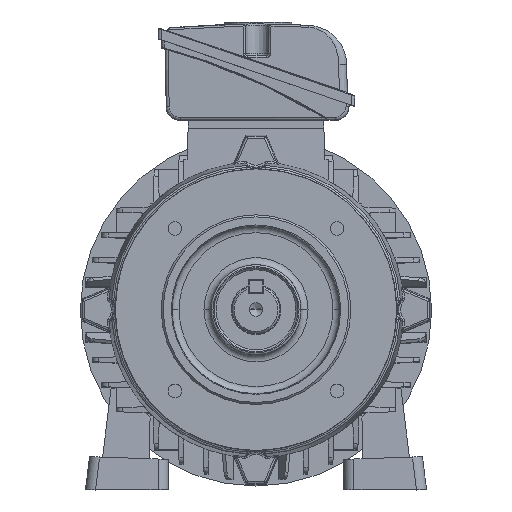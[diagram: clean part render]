
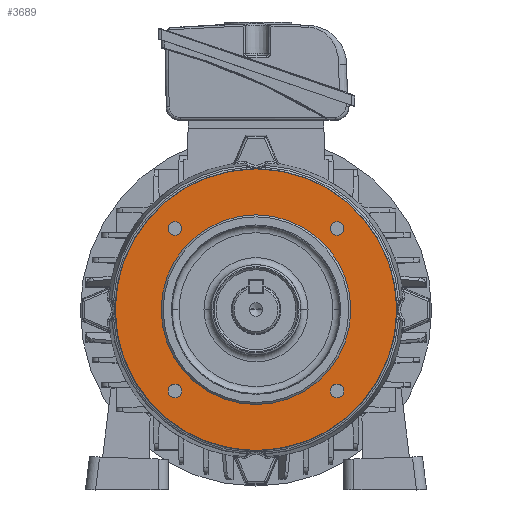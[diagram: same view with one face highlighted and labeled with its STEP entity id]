
A CAD part, top view. The second image highlights one B-rep face of the part: STEP entity #3689.
In plain terms, the highlighted planar face has unit normal (0, 0, 1).
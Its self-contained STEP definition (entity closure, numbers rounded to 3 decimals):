
#464 = VERTEX_POINT ( 'NONE', #32594 ) ;
#1436 = EDGE_CURVE ( 'NONE', #30056, #464, #12138, .T. ) ;
#1625 = DIRECTION ( 'NONE',  ( 0., 0., 1. ) ) ;
#2762 = AXIS2_PLACEMENT_3D ( 'NONE', #34690, #20326, #56974 ) ;
#3626 = CARTESIAN_POINT ( 'NONE',  ( 0., 0., 7.1 ) ) ;
#3689 = ADVANCED_FACE ( 'NONE', ( #34160, #52332, #34726, #47927, #52916, #12423 ), #52051, .T. ) ;
#3756 = DIRECTION ( 'NONE',  ( 1., 0., 0. ) ) ;
#3920 = DIRECTION ( 'NONE',  ( 1., 0., 0. ) ) ;
#3983 = CARTESIAN_POINT ( 'NONE',  ( -40.659, 40.659, 7.1 ) ) ;
#5929 = DIRECTION ( 'NONE',  ( 0., 0., 1. ) ) ;
#6374 = CARTESIAN_POINT ( 'NONE',  ( -37.259, 40.659, 7.1 ) ) ;
#8055 = VERTEX_POINT ( 'NONE', #50548 ) ;
#8195 = CIRCLE ( 'NONE', #51308, 3.4 ) ;
#8256 = CARTESIAN_POINT ( 'NONE',  ( 44.059, 40.659, 7.1 ) ) ;
#8646 = CIRCLE ( 'NONE', #48925, 3.4 ) ;
#8807 = CIRCLE ( 'NONE', #57535, 47.5 ) ;
#9875 = EDGE_CURVE ( 'NONE', #29504, #54920, #8807, .T. ) ;
#9973 = DIRECTION ( 'NONE',  ( 0., 0., 1. ) ) ;
#10178 = AXIS2_PLACEMENT_3D ( 'NONE', #18176, #9973, #45483 ) ;
#10536 = CIRCLE ( 'NONE', #47063, 3.4 ) ;
#11020 = EDGE_CURVE ( 'NONE', #54920, #29504, #41656, .T. ) ;
#11768 = CARTESIAN_POINT ( 'NONE',  ( -47.5, 0., 7.1 ) ) ;
#11773 = AXIS2_PLACEMENT_3D ( 'NONE', #11853, #57001, #52617 ) ;
#11853 = CARTESIAN_POINT ( 'NONE',  ( 40.659, 40.659, 7.1 ) ) ;
#12130 = DIRECTION ( 'NONE',  ( 0., 0., 1. ) ) ;
#12138 = CIRCLE ( 'NONE', #2762, 3.4 ) ;
#12423 = FACE_OUTER_BOUND ( 'NONE', #51510, .T. ) ;
#12574 = CARTESIAN_POINT ( 'NONE',  ( 40.659, -40.659, 7.1 ) ) ;
#13406 = AXIS2_PLACEMENT_3D ( 'NONE', #14049, #51016, #55693 ) ;
#14049 = CARTESIAN_POINT ( 'NONE',  ( 0., 0., 7.1 ) ) ;
#14538 = DIRECTION ( 'NONE',  ( 1., 0., 0. ) ) ;
#15393 = VERTEX_POINT ( 'NONE', #8256 ) ;
#16322 = AXIS2_PLACEMENT_3D ( 'NONE', #28852, #52025, #46766 ) ;
#17150 = CIRCLE ( 'NONE', #13406, 70.526 ) ;
#18176 = CARTESIAN_POINT ( 'NONE',  ( 40.659, 40.659, 7.1 ) ) ;
#18460 = EDGE_CURVE ( 'NONE', #43074, #56914, #37437, .T. ) ;
#18985 = CIRCLE ( 'NONE', #44304, 3.4 ) ;
#19167 = CARTESIAN_POINT ( 'NONE',  ( -70.526, 0., 7.1 ) ) ;
#19509 = CIRCLE ( 'NONE', #10178, 3.4 ) ;
#19894 = AXIS2_PLACEMENT_3D ( 'NONE', #3626, #43842, #3920 ) ;
#20326 = DIRECTION ( 'NONE',  ( 0., 0., 1. ) ) ;
#20718 = CARTESIAN_POINT ( 'NONE',  ( 40.659, -40.659, 7.1 ) ) ;
#20973 = CARTESIAN_POINT ( 'NONE',  ( 37.259, -40.659, 7.1 ) ) ;
#21624 = AXIS2_PLACEMENT_3D ( 'NONE', #29180, #12130, #25619 ) ;
#21995 = ORIENTED_EDGE ( 'NONE', *, *, #11020, .F. ) ;
#22582 = CARTESIAN_POINT ( 'NONE',  ( 37.259, 40.659, 7.1 ) ) ;
#22684 = CARTESIAN_POINT ( 'NONE',  ( 47.5, 0., 7.1 ) ) ;
#23811 = DIRECTION ( 'NONE',  ( 1., 0., 0. ) ) ;
#25211 = EDGE_CURVE ( 'NONE', #30876, #15393, #47377, .T. ) ;
#25619 = DIRECTION ( 'NONE',  ( 1., 0., 0. ) ) ;
#27391 = CIRCLE ( 'NONE', #19894, 70.526 ) ;
#28083 = AXIS2_PLACEMENT_3D ( 'NONE', #20718, #38636, #39502 ) ;
#28816 = EDGE_CURVE ( 'NONE', #8055, #44324, #8195, .T. ) ;
#28852 = CARTESIAN_POINT ( 'NONE',  ( 0., 0., 7.1 ) ) ;
#29003 = ORIENTED_EDGE ( 'NONE', *, *, #1436, .F. ) ;
#29180 = CARTESIAN_POINT ( 'NONE',  ( 0., 80., 7.1 ) ) ;
#29504 = VERTEX_POINT ( 'NONE', #11768 ) ;
#29572 = EDGE_CURVE ( 'NONE', #15393, #30876, #19509, .T. ) ;
#30056 = VERTEX_POINT ( 'NONE', #6374 ) ;
#30447 = DIRECTION ( 'NONE',  ( 0., 0., 1. ) ) ;
#30876 = VERTEX_POINT ( 'NONE', #22582 ) ;
#31539 = EDGE_CURVE ( 'NONE', #464, #30056, #10536, .T. ) ;
#31562 = ORIENTED_EDGE ( 'NONE', *, *, #53496, .T. ) ;
#32594 = CARTESIAN_POINT ( 'NONE',  ( -44.059, 40.659, 7.1 ) ) ;
#32838 = EDGE_LOOP ( 'NONE', ( #29003, #34836 ) ) ;
#33637 = EDGE_CURVE ( 'NONE', #44324, #8055, #8646, .T. ) ;
#33933 = EDGE_CURVE ( 'NONE', #56914, #43074, #18985, .T. ) ;
#34160 = FACE_BOUND ( 'NONE', #32838, .T. ) ;
#34690 = CARTESIAN_POINT ( 'NONE',  ( -40.659, 40.659, 7.1 ) ) ;
#34726 = FACE_BOUND ( 'NONE', #50887, .T. ) ;
#34836 = ORIENTED_EDGE ( 'NONE', *, *, #31539, .F. ) ;
#36986 = CARTESIAN_POINT ( 'NONE',  ( 44.059, -40.659, 7.1 ) ) ;
#37128 = CARTESIAN_POINT ( 'NONE',  ( -40.659, -40.659, 7.1 ) ) ;
#37437 = CIRCLE ( 'NONE', #28083, 3.4 ) ;
#38336 = DIRECTION ( 'NONE',  ( 0., 0., 1. ) ) ;
#38358 = VERTEX_POINT ( 'NONE', #43128 ) ;
#38636 = DIRECTION ( 'NONE',  ( 0., 0., 1. ) ) ;
#39320 = ORIENTED_EDGE ( 'NONE', *, *, #33933, .F. ) ;
#39482 = ORIENTED_EDGE ( 'NONE', *, *, #28816, .F. ) ;
#39502 = DIRECTION ( 'NONE',  ( 1., 0., 0. ) ) ;
#41656 = CIRCLE ( 'NONE', #16322, 47.5 ) ;
#43074 = VERTEX_POINT ( 'NONE', #20973 ) ;
#43128 = CARTESIAN_POINT ( 'NONE',  ( 70.526, 0., 7.1 ) ) ;
#43842 = DIRECTION ( 'NONE',  ( 0., 0., 1. ) ) ;
#44304 = AXIS2_PLACEMENT_3D ( 'NONE', #12574, #30447, #3756 ) ;
#44324 = VERTEX_POINT ( 'NONE', #53405 ) ;
#45483 = DIRECTION ( 'NONE',  ( 1., 0., 0. ) ) ;
#45604 = VERTEX_POINT ( 'NONE', #19167 ) ;
#45710 = ORIENTED_EDGE ( 'NONE', *, *, #29572, .F. ) ;
#46116 = CARTESIAN_POINT ( 'NONE',  ( 0., 0., 7.1 ) ) ;
#46766 = DIRECTION ( 'NONE',  ( 1., 0., 0. ) ) ;
#47048 = DIRECTION ( 'NONE',  ( 0., 0., 1. ) ) ;
#47063 = AXIS2_PLACEMENT_3D ( 'NONE', #3983, #38336, #47433 ) ;
#47083 = ORIENTED_EDGE ( 'NONE', *, *, #18460, .F. ) ;
#47377 = CIRCLE ( 'NONE', #11773, 3.4 ) ;
#47433 = DIRECTION ( 'NONE',  ( 1., 0., 0. ) ) ;
#47927 = FACE_BOUND ( 'NONE', #49360, .T. ) ;
#48925 = AXIS2_PLACEMENT_3D ( 'NONE', #37128, #1625, #14538 ) ;
#49360 = EDGE_LOOP ( 'NONE', ( #39320, #47083 ) ) ;
#50006 = EDGE_LOOP ( 'NONE', ( #45710, #53635 ) ) ;
#50338 = EDGE_CURVE ( 'NONE', #45604, #38358, #27391, .T. ) ;
#50548 = CARTESIAN_POINT ( 'NONE',  ( -37.259, -40.659, 7.1 ) ) ;
#50887 = EDGE_LOOP ( 'NONE', ( #39482, #52789 ) ) ;
#51016 = DIRECTION ( 'NONE',  ( 0., 0., 1. ) ) ;
#51169 = DIRECTION ( 'NONE',  ( 1., 0., 0. ) ) ;
#51308 = AXIS2_PLACEMENT_3D ( 'NONE', #51445, #47048, #51169 ) ;
#51445 = CARTESIAN_POINT ( 'NONE',  ( -40.659, -40.659, 7.1 ) ) ;
#51510 = EDGE_LOOP ( 'NONE', ( #53800, #31562 ) ) ;
#52025 = DIRECTION ( 'NONE',  ( 0., 0., 1. ) ) ;
#52051 = PLANE ( 'NONE',  #21624 ) ;
#52332 = FACE_BOUND ( 'NONE', #50006, .T. ) ;
#52617 = DIRECTION ( 'NONE',  ( 1., 0., 0. ) ) ;
#52789 = ORIENTED_EDGE ( 'NONE', *, *, #33637, .F. ) ;
#52916 = FACE_BOUND ( 'NONE', #55792, .T. ) ;
#53405 = CARTESIAN_POINT ( 'NONE',  ( -44.059, -40.659, 7.1 ) ) ;
#53496 = EDGE_CURVE ( 'NONE', #38358, #45604, #17150, .T. ) ;
#53635 = ORIENTED_EDGE ( 'NONE', *, *, #25211, .F. ) ;
#53800 = ORIENTED_EDGE ( 'NONE', *, *, #50338, .T. ) ;
#54920 = VERTEX_POINT ( 'NONE', #22684 ) ;
#55177 = ORIENTED_EDGE ( 'NONE', *, *, #9875, .F. ) ;
#55693 = DIRECTION ( 'NONE',  ( 1., 0., 0. ) ) ;
#55792 = EDGE_LOOP ( 'NONE', ( #21995, #55177 ) ) ;
#56914 = VERTEX_POINT ( 'NONE', #36986 ) ;
#56974 = DIRECTION ( 'NONE',  ( 1., 0., 0. ) ) ;
#57001 = DIRECTION ( 'NONE',  ( 0., 0., 1. ) ) ;
#57535 = AXIS2_PLACEMENT_3D ( 'NONE', #46116, #5929, #23811 ) ;
